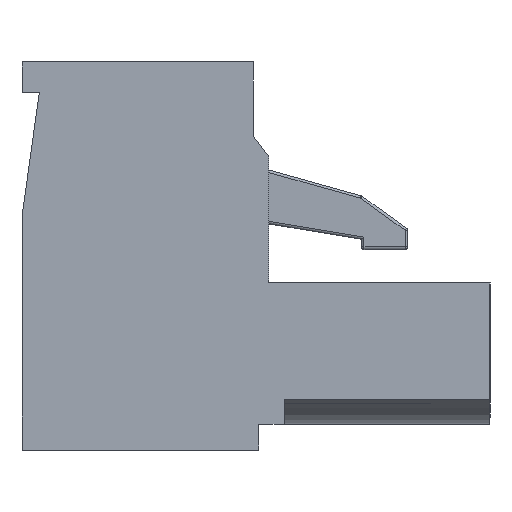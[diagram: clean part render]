
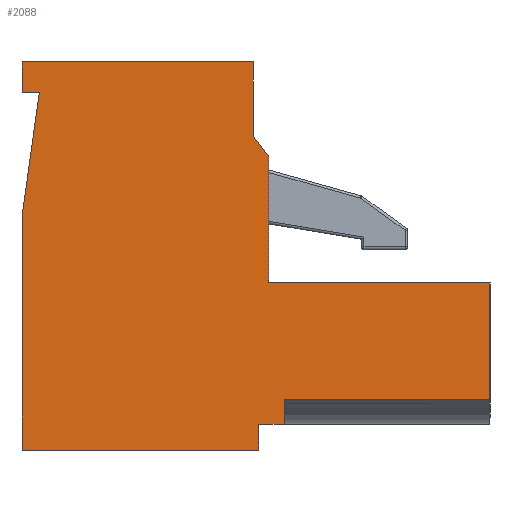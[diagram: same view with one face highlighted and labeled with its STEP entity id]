
A CAD part, left-side view. The second image highlights one B-rep face of the part: STEP entity #2088.
In plain terms, the highlighted planar face has unit normal (-1, 0, 0).
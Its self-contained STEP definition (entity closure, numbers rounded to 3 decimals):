
#2088 = ADVANCED_FACE( '', ( #4171 ), #4172, .F. );
#4171 = FACE_OUTER_BOUND( '', #6282, .T. );
#4172 = PLANE( '', #6283 );
#6282 = EDGE_LOOP( '', ( #11899, #11900, #11901, #11902, #11903, #11904, #11905, #11906, #11907, #11908, #11909, #11910, #11911, #11912, #11913 ) );
#6283 = AXIS2_PLACEMENT_3D( '', #11914, #11915, #11916 );
#11899 = ORIENTED_EDGE( '', *, *, #14339, .F. );
#11900 = ORIENTED_EDGE( '', *, *, #14357, .T. );
#11901 = ORIENTED_EDGE( '', *, *, #14933, .F. );
#11902 = ORIENTED_EDGE( '', *, *, #14129, .F. );
#11903 = ORIENTED_EDGE( '', *, *, #14679, .F. );
#11904 = ORIENTED_EDGE( '', *, *, #13718, .F. );
#11905 = ORIENTED_EDGE( '', *, *, #14259, .F. );
#11906 = ORIENTED_EDGE( '', *, *, #15018, .F. );
#11907 = ORIENTED_EDGE( '', *, *, #14424, .F. );
#11908 = ORIENTED_EDGE( '', *, *, #13781, .F. );
#11909 = ORIENTED_EDGE( '', *, *, #14263, .F. );
#11910 = ORIENTED_EDGE( '', *, *, #14649, .F. );
#11911 = ORIENTED_EDGE( '', *, *, #14062, .F. );
#11912 = ORIENTED_EDGE( '', *, *, #14645, .F. );
#11913 = ORIENTED_EDGE( '', *, *, #13281, .F. );
#11914 = CARTESIAN_POINT( '', ( -15., 0., 0. ) );
#11915 = DIRECTION( '', ( 1., 0., 0. ) );
#11916 = DIRECTION( '', ( 0., 0., -1. ) );
#13281 = EDGE_CURVE( '', #16127, #16130, #16131, .T. );
#13718 = EDGE_CURVE( '', #16837, #16838, #16839, .T. );
#13781 = EDGE_CURVE( '', #16936, #16938, #16939, .T. );
#14062 = EDGE_CURVE( '', #17348, #17350, #17351, .T. );
#14129 = EDGE_CURVE( '', #17450, #17420, #17452, .T. );
#14259 = EDGE_CURVE( '', #17642, #16837, #17644, .T. );
#14263 = EDGE_CURVE( '', #17648, #16936, #17650, .T. );
#14339 = EDGE_CURVE( '', #17760, #16127, #17762, .T. );
#14357 = EDGE_CURVE( '', #17760, #17786, #17788, .T. );
#14424 = EDGE_CURVE( '', #16938, #17881, #17882, .T. );
#14645 = EDGE_CURVE( '', #16130, #17348, #18170, .T. );
#14649 = EDGE_CURVE( '', #17350, #17648, #18174, .T. );
#14679 = EDGE_CURVE( '', #16838, #17450, #18210, .T. );
#14933 = EDGE_CURVE( '', #17420, #17786, #18503, .T. );
#15018 = EDGE_CURVE( '', #17881, #17642, #18599, .T. );
#16127 = VERTEX_POINT( '', #20117 );
#16130 = VERTEX_POINT( '', #20121 );
#16131 = LINE( '', #20122, #20123 );
#16837 = VERTEX_POINT( '', #21119 );
#16838 = VERTEX_POINT( '', #21120 );
#16839 = LINE( '', #21121, #21122 );
#16936 = VERTEX_POINT( '', #21271 );
#16938 = VERTEX_POINT( '', #21274 );
#16939 = LINE( '', #21275, #21276 );
#17348 = VERTEX_POINT( '', #21871 );
#17350 = VERTEX_POINT( '', #21874 );
#17351 = LINE( '', #21875, #21876 );
#17420 = VERTEX_POINT( '', #21978 );
#17450 = VERTEX_POINT( '', #22026 );
#17452 = LINE( '', #22029, #22030 );
#17642 = VERTEX_POINT( '', #22297 );
#17644 = LINE( '', #22300, #22301 );
#17648 = VERTEX_POINT( '', #22306 );
#17650 = LINE( '', #22309, #22310 );
#17760 = VERTEX_POINT( '', #22475 );
#17762 = LINE( '', #22478, #22479 );
#17786 = VERTEX_POINT( '', #22513 );
#17788 = LINE( '', #22516, #22517 );
#17881 = VERTEX_POINT( '', #22647 );
#17882 = LINE( '', #22648, #22649 );
#18170 = LINE( '', #23085, #23086 );
#18174 = LINE( '', #23091, #23092 );
#18210 = LINE( '', #23145, #23146 );
#18503 = LINE( '', #23565, #23566 );
#18599 = LINE( '', #23700, #23701 );
#20117 = CARTESIAN_POINT( '', ( -15., -0.6, -2.25 ) );
#20121 = CARTESIAN_POINT( '', ( -15., 0.4, -2.25 ) );
#20122 = CARTESIAN_POINT( '', ( -15., 0., -2.25 ) );
#20123 = VECTOR( '', #24440, 1000. );
#21119 = CARTESIAN_POINT( '', ( -15., 0.6, 8.95 ) );
#21120 = CARTESIAN_POINT( '', ( -15., 0., 8.15 ) );
#21121 = CARTESIAN_POINT( '', ( -15., -3.912, 2.934 ) );
#21122 = VECTOR( '', #24890, 1000. );
#21271 = CARTESIAN_POINT( '', ( -15., 8.925, 10.65 ) );
#21274 = CARTESIAN_POINT( '', ( -15., 9.6, 10.65 ) );
#21275 = CARTESIAN_POINT( '', ( -15., 0., 10.65 ) );
#21276 = VECTOR( '', #24944, 1000. );
#21871 = CARTESIAN_POINT( '', ( -15., 0.4, -3.25 ) );
#21874 = CARTESIAN_POINT( '', ( -15., 9.6, -3.25 ) );
#21875 = CARTESIAN_POINT( '', ( -15., -8.6, -3.25 ) );
#21876 = VECTOR( '', #25232, 1000. );
#21978 = CARTESIAN_POINT( '', ( -15., -8.6, 3.25 ) );
#22026 = CARTESIAN_POINT( '', ( -15., 0., 3.25 ) );
#22029 = CARTESIAN_POINT( '', ( -15., 0., 3.25 ) );
#22030 = VECTOR( '', #25297, 1000. );
#22297 = CARTESIAN_POINT( '', ( -15., 0.6, 11.85 ) );
#22300 = CARTESIAN_POINT( '', ( -15., 0.6, 0. ) );
#22301 = VECTOR( '', #25415, 1000. );
#22306 = CARTESIAN_POINT( '', ( -15., 9.6, 5.85 ) );
#22309 = CARTESIAN_POINT( '', ( -15., 10.22, 1.436 ) );
#22310 = VECTOR( '', #25418, 1000. );
#22475 = CARTESIAN_POINT( '', ( -15., -0.6, -1.29 ) );
#22478 = CARTESIAN_POINT( '', ( -15., -0.6, -1.29 ) );
#22479 = VECTOR( '', #25493, 1000. );
#22513 = CARTESIAN_POINT( '', ( -15., -8.6, -1.29 ) );
#22516 = CARTESIAN_POINT( '', ( -15., -0.6, -1.29 ) );
#22517 = VECTOR( '', #25508, 1000. );
#22647 = CARTESIAN_POINT( '', ( -15., 9.6, 11.85 ) );
#22648 = CARTESIAN_POINT( '', ( -15., 9.6, -3.25 ) );
#22649 = VECTOR( '', #25567, 1000. );
#23085 = CARTESIAN_POINT( '', ( -15., 0.4, 0. ) );
#23086 = VECTOR( '', #25745, 1000. );
#23091 = CARTESIAN_POINT( '', ( -15., 9.6, -3.25 ) );
#23092 = VECTOR( '', #25747, 1000. );
#23145 = CARTESIAN_POINT( '', ( -15., 0., 11.85 ) );
#23146 = VECTOR( '', #25775, 1000. );
#23565 = CARTESIAN_POINT( '', ( -15., -8.6, 3.25 ) );
#23566 = VECTOR( '', #25981, 1000. );
#23700 = CARTESIAN_POINT( '', ( -15., 9.6, 11.85 ) );
#23701 = VECTOR( '', #26041, 1000. );
#24440 = DIRECTION( '', ( 0., 1., 0. ) );
#24890 = DIRECTION( '', ( 0., -0.6, -0.8 ) );
#24944 = DIRECTION( '', ( 0., 1., 0. ) );
#25232 = DIRECTION( '', ( 0., 1., 0. ) );
#25297 = DIRECTION( '', ( 0., -1., 0. ) );
#25415 = DIRECTION( '', ( 0., 0., -1. ) );
#25418 = DIRECTION( '', ( 0., -0.139, 0.99 ) );
#25493 = DIRECTION( '', ( 0., 0., -1. ) );
#25508 = DIRECTION( '', ( 0., -1., 0. ) );
#25567 = DIRECTION( '', ( 0., 0., 1. ) );
#25745 = DIRECTION( '', ( 0., 0., -1. ) );
#25747 = DIRECTION( '', ( 0., 0., 1. ) );
#25775 = DIRECTION( '', ( 0., 0., -1. ) );
#25981 = DIRECTION( '', ( 0., 0., -1. ) );
#26041 = DIRECTION( '', ( 0., -1., 0. ) );
